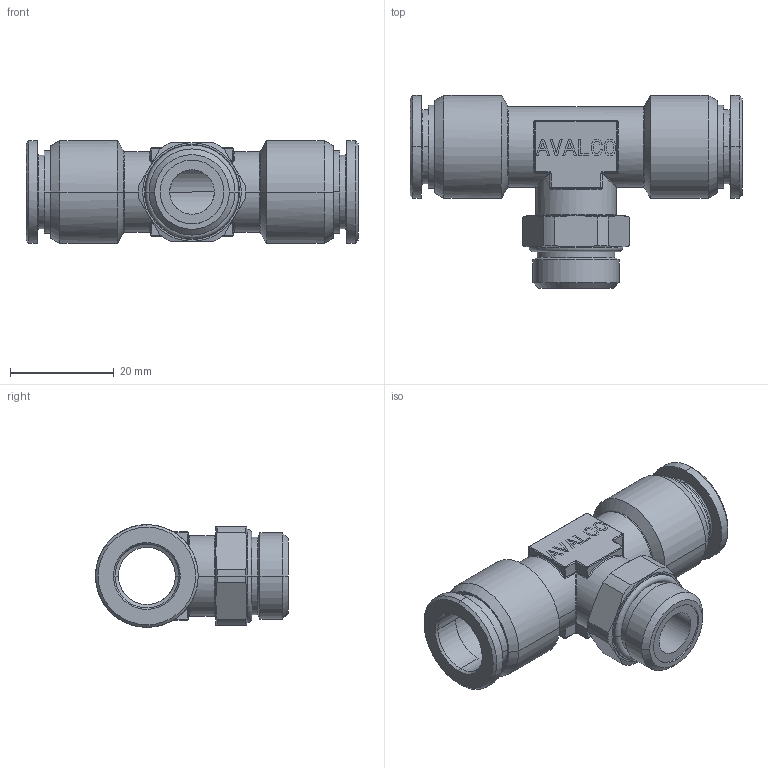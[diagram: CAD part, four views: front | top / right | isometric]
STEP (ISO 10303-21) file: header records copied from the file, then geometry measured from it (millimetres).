
FILE_DESCRIPTION(( 'MXM.21.12.38.stp' ), '1');
FILE_NAME( 'MXM.21.12.38.stp', '2019-06-19T15:21:05',( 'Sopra'),('sopra-pneumatic.com'), 'SwSTEP 2.0','SolidWorks 2009','' );
FILE_SCHEMA(('CONFIG_CONTROL_DESIGN'));
Length unit declared in the file: millimetre
Products named in the file (1): CN417B-12G38
Bounding box: 64 x 37.2 x 19.8 mm (x, y, z)
Volume: 12370 mm3; surface area: 9859.1 mm2
Topology: 2 solids, 2 shells, 486 faces, 1194 edges, 742 vertices
Faces by surface type: plane 266, cylinder 96, cone 52, torus 36, sphere 20, bspline 16
Entity records: 15401 total; most frequent: CARTESIAN_POINT 4551, ORIENTED_EDGE 2388, DIRECTION 1881, EDGE_CURVE 1194, VECTOR 804, LINE 804, VERTEX_POINT 742, AXIS2_PLACEMENT_3D 650
